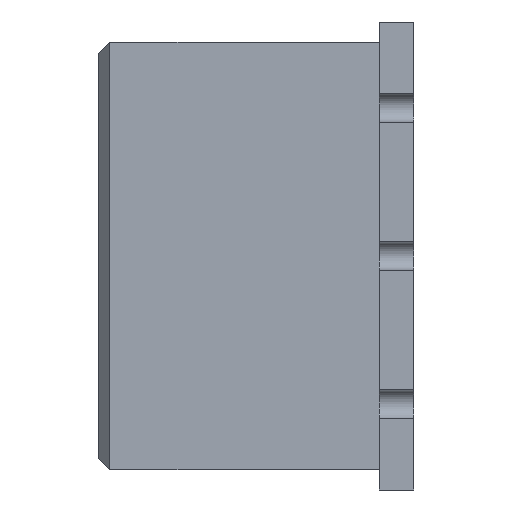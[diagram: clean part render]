
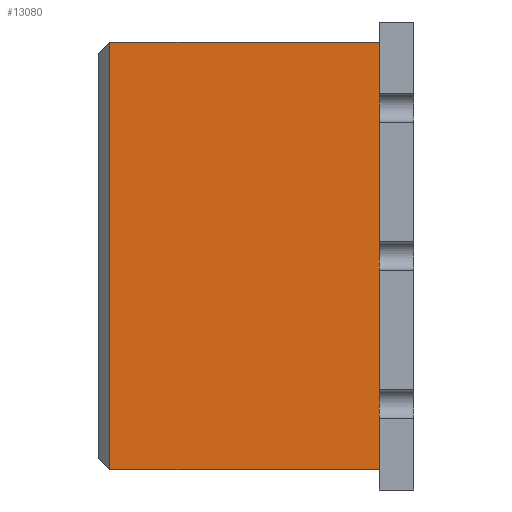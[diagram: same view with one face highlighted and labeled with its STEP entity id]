
A CAD part, left-side view. The second image highlights one B-rep face of the part: STEP entity #13080.
In plain terms, the highlighted planar face has unit normal (-1, 0, 0).
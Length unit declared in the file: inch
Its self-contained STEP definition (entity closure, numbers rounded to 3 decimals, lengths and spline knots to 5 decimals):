
#113 = CARTESIAN_POINT ( 'NONE',  ( 12.6248, 0.27559, 0. ) ) ;
#255 = VERTEX_POINT ( 'NONE', #919 ) ;
#919 = CARTESIAN_POINT ( 'NONE',  ( 12.6248, 0.26559, -32.86349 ) ) ;
#1481 = EDGE_LOOP ( 'NONE', ( #6067, #24223, #16133, #8035 ) ) ;
#2753 = LINE ( 'NONE', #9543, #11996 ) ;
#5676 = VECTOR ( 'NONE', #15376, 39.37008 ) ;
#5755 = LINE ( 'NONE', #8560, #24371 ) ;
#6067 = ORIENTED_EDGE ( 'NONE', *, *, #26732, .F. ) ;
#6440 = VECTOR ( 'NONE', #23359, 39.37008 ) ;
#7012 = CARTESIAN_POINT ( 'NONE',  ( 12.6248, 0.27559, -33.23751 ) ) ;
#8035 = ORIENTED_EDGE ( 'NONE', *, *, #19769, .T. ) ;
#8560 = CARTESIAN_POINT ( 'NONE',  ( 12.6248, 0.26559, 0. ) ) ;
#8668 = DIRECTION ( 'NONE',  ( 0., 0., 1. ) ) ;
#9543 = CARTESIAN_POINT ( 'NONE',  ( 12.6248, 0.27559, -32.86349 ) ) ;
#11571 = CARTESIAN_POINT ( 'NONE',  ( 12.6248, 0.03, -33.23751 ) ) ;
#11574 = DIRECTION ( 'NONE',  ( 0., -1., 0. ) ) ;
#11668 = AXIS2_PLACEMENT_3D ( 'NONE', #113, #21513, #8668 ) ;
#11996 = VECTOR ( 'NONE', #11574, 39.37008 ) ;
#12419 = VERTEX_POINT ( 'NONE', #21076 ) ;
#12893 = VERTEX_POINT ( 'NONE', #18342 ) ;
#13075 = LINE ( 'NONE', #23269, #6440 ) ;
#13080 = ADVANCED_FACE ( 'NONE', ( #20647 ), #25675, .T. ) ;
#13969 = EDGE_CURVE ( 'NONE', #12893, #23250, #23307, .T. ) ;
#15376 = DIRECTION ( 'NONE',  ( 0., -1., 0. ) ) ;
#16133 = ORIENTED_EDGE ( 'NONE', *, *, #13969, .T. ) ;
#18342 = CARTESIAN_POINT ( 'NONE',  ( 12.6248, 0.26559, -33.23751 ) ) ;
#19338 = DIRECTION ( 'NONE',  ( 0., 0., -1. ) ) ;
#19769 = EDGE_CURVE ( 'NONE', #23250, #12419, #13075, .T. ) ;
#19884 = EDGE_CURVE ( 'NONE', #255, #12893, #5755, .T. ) ;
#20647 = FACE_OUTER_BOUND ( 'NONE', #1481, .T. ) ;
#21076 = CARTESIAN_POINT ( 'NONE',  ( 12.6248, 0.03, -32.86349 ) ) ;
#21513 = DIRECTION ( 'NONE',  ( -1., 0., 0. ) ) ;
#23250 = VERTEX_POINT ( 'NONE', #11571 ) ;
#23269 = CARTESIAN_POINT ( 'NONE',  ( 12.6248, 0.03, 0. ) ) ;
#23307 = LINE ( 'NONE', #7012, #5676 ) ;
#23359 = DIRECTION ( 'NONE',  ( 0., 0., 1. ) ) ;
#24223 = ORIENTED_EDGE ( 'NONE', *, *, #19884, .T. ) ;
#24371 = VECTOR ( 'NONE', #19338, 39.37008 ) ;
#25675 = PLANE ( 'NONE',  #11668 ) ;
#26732 = EDGE_CURVE ( 'NONE', #255, #12419, #2753, .T. ) ;
